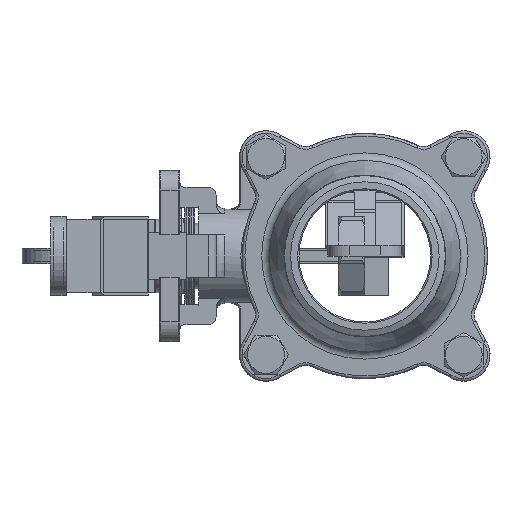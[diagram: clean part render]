
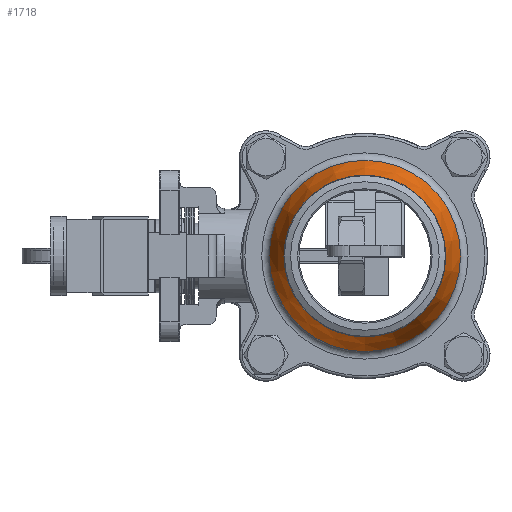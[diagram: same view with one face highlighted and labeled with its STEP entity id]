
A CAD part, left-side view. The second image highlights one B-rep face of the part: STEP entity #1718.
In plain terms, the highlighted conical face has half-angle 19.505 degrees and reference radius 30.5 mm.
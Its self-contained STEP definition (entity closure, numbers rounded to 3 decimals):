
#1718 = ADVANCED_FACE( '', ( #3839, #3840 ), #3841, .T. );
#3839 = FACE_OUTER_BOUND( '', #21996, .T. );
#3840 = FACE_BOUND( '', #21997, .T. );
#3841 = CONICAL_SURFACE( '', #21998, 30.5, 0.34 );
#21996 = EDGE_LOOP( '', ( #37678 ) );
#21997 = EDGE_LOOP( '', ( #37679 ) );
#21998 = AXIS2_PLACEMENT_3D( '', #37680, #37681, #37682 );
#37678 = ORIENTED_EDGE( '', *, *, #42192, .T. );
#37679 = ORIENTED_EDGE( '', *, *, #41150, .T. );
#37680 = CARTESIAN_POINT( '', ( -64., 0., 0. ) );
#37681 = DIRECTION( '', ( 1., 0., 0. ) );
#37682 = DIRECTION( '', ( 0., 0., -1. ) );
#41150 = EDGE_CURVE( '', #44383, #44383, #44384, .T. );
#42192 = EDGE_CURVE( '', #45880, #45880, #45881, .F. );
#44383 = VERTEX_POINT( '', #51524 );
#44384 = CIRCLE( '', #51525, 30.672 );
#45880 = VERTEX_POINT( '', #57383 );
#45881 = CIRCLE( '', #57384, 36.292 );
#51524 = CARTESIAN_POINT( '', ( -63.514, 0., -30.672 ) );
#51525 = AXIS2_PLACEMENT_3D( '', #60593, #60594, #60595 );
#57383 = CARTESIAN_POINT( '', ( -47.648, 0., -36.292 ) );
#57384 = AXIS2_PLACEMENT_3D( '', #61555, #61556, #61557 );
#60593 = CARTESIAN_POINT( '', ( -63.514, 0., 0. ) );
#60594 = DIRECTION( '', ( 1., 0., 0. ) );
#60595 = DIRECTION( '', ( 0., 0., -1. ) );
#61555 = CARTESIAN_POINT( '', ( -47.648, 0., 0. ) );
#61556 = DIRECTION( '', ( 1., 0., 0. ) );
#61557 = DIRECTION( '', ( 0., 0., -1. ) );
